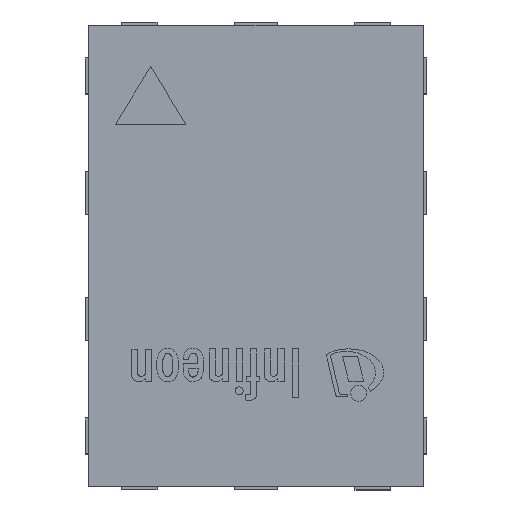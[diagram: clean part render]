
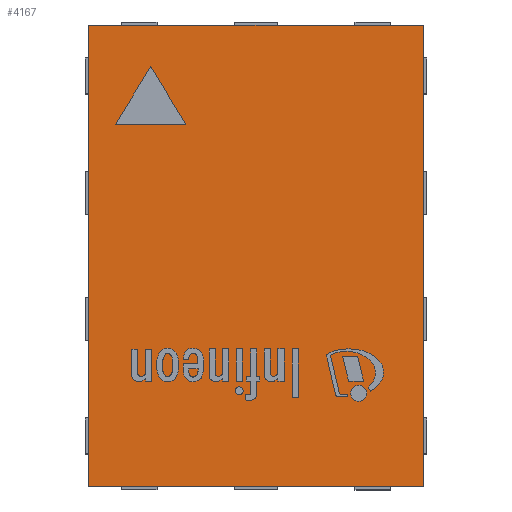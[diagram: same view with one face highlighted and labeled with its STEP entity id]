
A CAD part, top view. The second image highlights one B-rep face of the part: STEP entity #4167.
In plain terms, the highlighted planar face has unit normal (0, 0, 1).
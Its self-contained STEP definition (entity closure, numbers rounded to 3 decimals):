
#160=FACE_BOUND('',#441,.T.);
#169=FACE_OUTER_BOUND('',#440,.T.);
#440=EDGE_LOOP('',(#2764,#2765,#2766,#2767));
#441=EDGE_LOOP('',(#2768,#2769,#2770));
#716=LINE('',#5800,#1252);
#720=LINE('',#5808,#1256);
#723=LINE('',#5814,#1259);
#724=LINE('',#5815,#1260);
#725=LINE('',#5818,#1261);
#726=LINE('',#5820,#1262);
#727=LINE('',#5821,#1263);
#1252=VECTOR('',#4740,1.);
#1256=VECTOR('',#4746,1.);
#1259=VECTOR('',#4751,1.);
#1260=VECTOR('',#4752,1.);
#1261=VECTOR('',#4753,1.);
#1262=VECTOR('',#4754,1.);
#1263=VECTOR('',#4755,1.);
#1788=VERTEX_POINT('',#5798);
#1789=VERTEX_POINT('',#5799);
#1792=VERTEX_POINT('',#5807);
#1794=VERTEX_POINT('',#5813);
#1795=VERTEX_POINT('',#5816);
#1796=VERTEX_POINT('',#5817);
#1797=VERTEX_POINT('',#5819);
#2176=EDGE_CURVE('',#1788,#1789,#716,.T.);
#2180=EDGE_CURVE('',#1792,#1788,#720,.T.);
#2183=EDGE_CURVE('',#1789,#1794,#723,.T.);
#2184=EDGE_CURVE('',#1794,#1792,#724,.T.);
#2185=EDGE_CURVE('',#1795,#1796,#725,.T.);
#2186=EDGE_CURVE('',#1796,#1797,#726,.T.);
#2187=EDGE_CURVE('',#1797,#1795,#727,.T.);
#2764=ORIENTED_EDGE('',*,*,#2176,.T.);
#2765=ORIENTED_EDGE('',*,*,#2183,.T.);
#2766=ORIENTED_EDGE('',*,*,#2184,.T.);
#2767=ORIENTED_EDGE('',*,*,#2180,.T.);
#2768=ORIENTED_EDGE('',*,*,#2185,.T.);
#2769=ORIENTED_EDGE('',*,*,#2186,.T.);
#2770=ORIENTED_EDGE('',*,*,#2187,.T.);
#3918=PLANE('',#4477);
#4167=ADVANCED_FACE('',(#169,#160),#3918,.T.);
#4477=AXIS2_PLACEMENT_3D('',#5812,#4749,#4750);
#4740=DIRECTION('',(-1.,0.,0.));
#4746=DIRECTION('',(0.,1.,0.));
#4749=DIRECTION('center_axis',(0.,0.,1.));
#4750=DIRECTION('ref_axis',(-1.,0.,0.));
#4751=DIRECTION('',(0.,-1.,0.));
#4752=DIRECTION('',(1.,0.,0.));
#4753=DIRECTION('',(-1.,0.,0.));
#4754=DIRECTION('',(0.524,0.852,0.));
#4755=DIRECTION('',(0.524,-0.852,0.));
#5798=CARTESIAN_POINT('',(0.465,0.64,0.4));
#5799=CARTESIAN_POINT('',(-0.465,0.64,0.4));
#5800=CARTESIAN_POINT('',(0.,0.64,0.4));
#5807=CARTESIAN_POINT('',(0.465,-0.64,0.4));
#5808=CARTESIAN_POINT('',(0.465,0.,0.4));
#5812=CARTESIAN_POINT('Origin',(0.,0.,0.4));
#5813=CARTESIAN_POINT('',(-0.465,-0.64,0.4));
#5814=CARTESIAN_POINT('',(-0.465,0.,0.4));
#5815=CARTESIAN_POINT('',(0.,-0.64,0.4));
#5816=CARTESIAN_POINT('',(-0.195,0.366,0.4));
#5817=CARTESIAN_POINT('',(-0.391,0.366,0.4));
#5818=CARTESIAN_POINT('',(-0.097,0.366,0.4));
#5819=CARTESIAN_POINT('',(-0.293,0.525,0.4));
#5820=CARTESIAN_POINT('',(-0.419,0.32,0.4));
#5821=CARTESIAN_POINT('',(-0.135,0.269,0.4));
